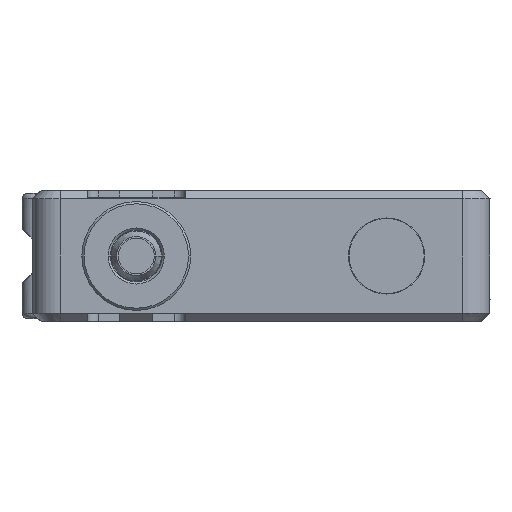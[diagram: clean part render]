
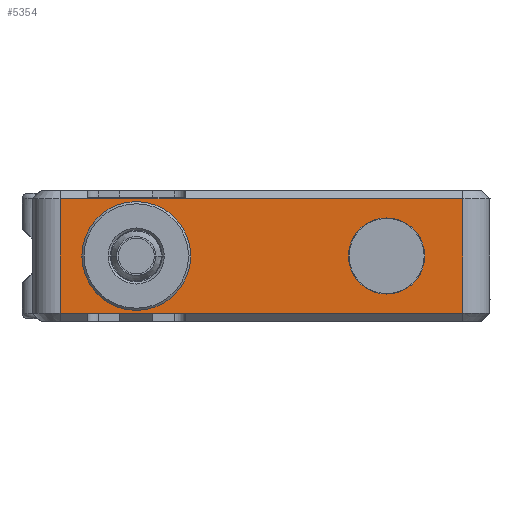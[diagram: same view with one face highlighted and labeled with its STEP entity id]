
A CAD part, left-side view. The second image highlights one B-rep face of the part: STEP entity #5354.
In plain terms, the highlighted planar face has unit normal (-1, 0, 0).
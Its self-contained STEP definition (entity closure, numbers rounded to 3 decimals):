
#1430=DIRECTION('',(0.,-1.,0.));
#1431=VECTOR('',#1430,2.5);
#1432=CARTESIAN_POINT('',(-50.,18.5,5.25));
#1433=LINE('',#1432,#1431);
#1434=DIRECTION('',(0.,1.,0.));
#1435=VECTOR('',#1434,9.);
#1436=CARTESIAN_POINT('',(-50.,7.,5.25));
#1437=LINE('',#1436,#1435);
#1438=DIRECTION('',(0.,-1.,0.));
#1439=VECTOR('',#1438,25.5);
#1440=CARTESIAN_POINT('',(-50.,7.,5.25));
#1441=LINE('',#1440,#1439);
#1442=DIRECTION('',(0.,0.,-1.));
#1443=VECTOR('',#1442,10.5);
#1444=CARTESIAN_POINT('',(-50.,-18.5,
5.25));
#1445=LINE('',#1444,#1443);
#1446=DIRECTION('',(0.,1.,0.));
#1447=VECTOR('',#1446,25.5);
#1448=CARTESIAN_POINT('',(-50.,-18.5,
-5.25));
#1449=LINE('',#1448,#1447);
#1450=DIRECTION('',(0.,1.,0.));
#1451=VECTOR('',#1450,9.);
#1452=CARTESIAN_POINT('',(-50.,7.,-5.25));
#1453=LINE('',#1452,#1451);
#1454=DIRECTION('',(0.,1.,0.));
#1455=VECTOR('',#1454,2.5);
#1456=CARTESIAN_POINT('',(-50.,16.,-5.25));
#1457=LINE('',#1456,#1455);
#1458=DIRECTION('',(0.,0.,-1.));
#1459=VECTOR('',#1458,10.5);
#1460=CARTESIAN_POINT('',(-50.,18.5,5.25));
#1461=LINE('',#1460,#1459);
#1462=CARTESIAN_POINT('',(-50.,-11.5,0.));
#1463=DIRECTION('',(1.,0.,0.));
#1464=DIRECTION('',(0.,1.,0.));
#1465=AXIS2_PLACEMENT_3D('',#1462,#1463,#1464);
#1467=CARTESIAN_POINT('',(-50.,-11.5,0.));
#1468=DIRECTION('',(1.,0.,0.));
#1469=DIRECTION('',(0.,-1.,0.));
#1470=AXIS2_PLACEMENT_3D('',#1467,#1468,#1469);
#1472=CARTESIAN_POINT('',(-50.,11.5,0.));
#1473=DIRECTION('',(-1.,0.,0.));
#1474=DIRECTION('',(0.,1.,0.));
#1475=AXIS2_PLACEMENT_3D('',#1472,#1473,#1474);
#1477=CARTESIAN_POINT('',(-50.,11.5,0.));
#1478=DIRECTION('',(-1.,0.,0.));
#1479=DIRECTION('',(0.,-1.,0.));
#1480=AXIS2_PLACEMENT_3D('',#1477,#1478,#1479);
#3087=CARTESIAN_POINT('',(-50.,-8.,0.));
#3088=CARTESIAN_POINT('',(-50.,-15.,0.));
#3089=VERTEX_POINT('',#3087);
#3090=VERTEX_POINT('',#3088);
#3164=CARTESIAN_POINT('',(-50.,16.,5.25));
#3166=VERTEX_POINT('',#3164);
#3167=CARTESIAN_POINT('',(-50.,18.5,5.25));
#3168=VERTEX_POINT('',#3167);
#3189=CARTESIAN_POINT('',(-50.,-18.5,5.25));
#3190=VERTEX_POINT('',#3189);
#3191=CARTESIAN_POINT('',(-50.,7.,5.25));
#3193=VERTEX_POINT('',#3191);
#3196=CARTESIAN_POINT('',(-50.,7.,-5.25));
#3198=VERTEX_POINT('',#3196);
#3199=CARTESIAN_POINT('',(-50.,-18.5,
-5.25));
#3200=VERTEX_POINT('',#3199);
#3221=CARTESIAN_POINT('',(-50.,18.5,-5.25));
#3222=VERTEX_POINT('',#3221);
#3223=CARTESIAN_POINT('',(-50.,16.,-5.25));
#3225=VERTEX_POINT('',#3223);
#3551=CARTESIAN_POINT('',(-50.,16.3,0.));
#3552=CARTESIAN_POINT('',(-50.,6.7,0.));
#3553=VERTEX_POINT('',#3551);
#3554=VERTEX_POINT('',#3552);
#5324=CARTESIAN_POINT('',(-50.,21.,-6.));
#5325=DIRECTION('',(-1.,0.,0.));
#5326=DIRECTION('',(0.,-1.,0.));
#5327=AXIS2_PLACEMENT_3D('',#5324,#5325,#5326);
#5328=PLANE('',#5327);
#5330=ORIENTED_EDGE('',*,*,#5329,.T.);
#5331=ORIENTED_EDGE('',*,*,#5317,.F.);
#5332=ORIENTED_EDGE('',*,*,#5244,.T.);
#5333=ORIENTED_EDGE('',*,*,#5217,.T.);
#5334=ORIENTED_EDGE('',*,*,#3917,.T.);
#5336=ORIENTED_EDGE('',*,*,#5335,.T.);
#5337=ORIENTED_EDGE('',*,*,#4003,.T.);
#5339=ORIENTED_EDGE('',*,*,#5338,.F.);
#5340=EDGE_LOOP('',(#5330,#5331,#5332,#5333,#5334,#5336,#5337,#5339));
#5341=FACE_OUTER_BOUND('',#5340,.F.);
#5343=ORIENTED_EDGE('',*,*,#5342,.F.);
#5345=ORIENTED_EDGE('',*,*,#5344,.F.);
#5346=EDGE_LOOP('',(#5343,#5345));
#5347=FACE_BOUND('',#5346,.F.);
#5349=ORIENTED_EDGE('',*,*,#5348,.T.);
#5351=ORIENTED_EDGE('',*,*,#5350,.T.);
#5352=EDGE_LOOP('',(#5349,#5351));
#5353=FACE_BOUND('',#5352,.F.);
#5354=ADVANCED_FACE('',(#5341,#5347,#5353),#5328,.T.);
#1466=CIRCLE('',#1465,3.5);
#1471=CIRCLE('',#1470,3.5);
#1476=CIRCLE('',#1475,4.8);
#1481=CIRCLE('',#1480,4.8);
#3917=EDGE_CURVE('',#3200,#3198,#1449,.T.);
#4003=EDGE_CURVE('',#3225,#3222,#1457,.T.);
#5217=EDGE_CURVE('',#3190,#3200,#1445,.T.);
#5244=EDGE_CURVE('',#3193,#3190,#1441,.T.);
#5317=EDGE_CURVE('',#3193,#3166,#1437,.T.);
#5329=EDGE_CURVE('',#3168,#3166,#1433,.T.);
#5335=EDGE_CURVE('',#3198,#3225,#1453,.T.);
#5338=EDGE_CURVE('',#3168,#3222,#1461,.T.);
#5342=EDGE_CURVE('',#3089,#3090,#1466,.T.);
#5344=EDGE_CURVE('',#3090,#3089,#1471,.T.);
#5348=EDGE_CURVE('',#3553,#3554,#1476,.T.);
#5350=EDGE_CURVE('',#3554,#3553,#1481,.T.);
